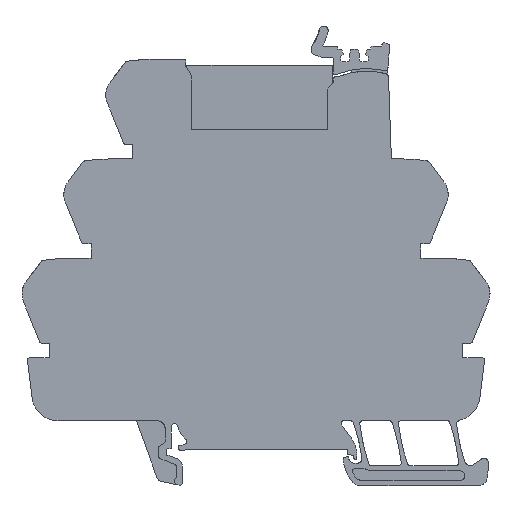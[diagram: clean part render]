
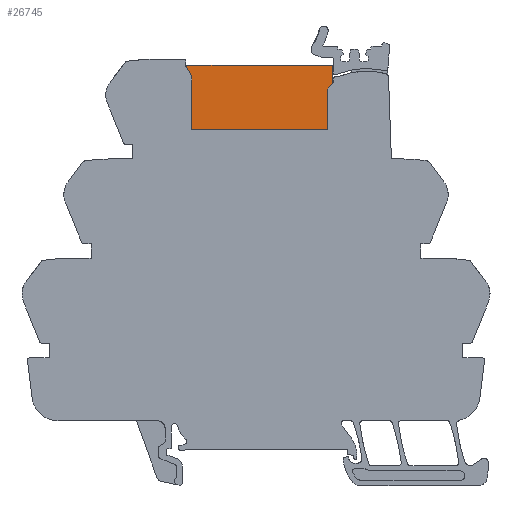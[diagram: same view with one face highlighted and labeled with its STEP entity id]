
A CAD part, left-side view. The second image highlights one B-rep face of the part: STEP entity #26745.
In plain terms, the highlighted planar face has unit normal (-1, 0, 0).
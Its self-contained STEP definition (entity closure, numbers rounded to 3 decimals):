
#26718=AXIS2_PLACEMENT_3D('Plane Axis2P3D',#26715,#26716,#26717) ;
#26672=CARTESIAN_POINT('Line Origine',(0.58,30.079,73.391)) ;
#26676=CARTESIAN_POINT('Vertex',(0.58,30.079,80.383)) ;
#26678=CARTESIAN_POINT('Vertex',(0.58,30.079,66.4)) ;
#26715=CARTESIAN_POINT('Axis2P3D Location',(0.58,-0.474,-1.017)) ;
#26720=CARTESIAN_POINT('Line Origine',(0.58,43.979,80.383)) ;
#26724=CARTESIAN_POINT('Vertex',(0.58,57.879,80.383)) ;
#26727=CARTESIAN_POINT('Line Origine',(0.58,57.879,73.391)) ;
#26731=CARTESIAN_POINT('Vertex',(0.58,57.879,66.4)) ;
#26734=CARTESIAN_POINT('Line Origine',(0.58,43.979,66.4)) ;
#26673=DIRECTION('Vector Direction',(0.,0.,-1.)) ;
#26716=DIRECTION('Axis2P3D Direction',(1.,0.,0.)) ;
#26717=DIRECTION('Axis2P3D XDirection',(0.,1.,0.)) ;
#26721=DIRECTION('Vector Direction',(0.,1.,0.)) ;
#26728=DIRECTION('Vector Direction',(0.,0.,1.)) ;
#26735=DIRECTION('Vector Direction',(0.,-1.,0.)) ;
#26674=VECTOR('Line Direction',#26673,1.) ;
#26722=VECTOR('Line Direction',#26721,1.) ;
#26729=VECTOR('Line Direction',#26728,1.) ;
#26736=VECTOR('Line Direction',#26735,1.) ;
#26740=ORIENTED_EDGE('',*,*,#26726,.F.) ;
#26741=ORIENTED_EDGE('',*,*,#26733,.F.) ;
#26742=ORIENTED_EDGE('',*,*,#26738,.F.) ;
#26743=ORIENTED_EDGE('',*,*,#26680,.F.) ;
#26745=ADVANCED_FACE('RSS-RELAIS',(#26744),#26719,.F.) ;
#26680=EDGE_CURVE('',#26677,#26679,#26675,.T.) ;
#26726=EDGE_CURVE('',#26725,#26677,#26723,.F.) ;
#26733=EDGE_CURVE('',#26732,#26725,#26730,.T.) ;
#26738=EDGE_CURVE('',#26679,#26732,#26737,.F.) ;
#26739=EDGE_LOOP('',(#26740,#26741,#26742,#26743)) ;
#26744=FACE_OUTER_BOUND('',#26739,.T.) ;
#26675=LINE('Line',#26672,#26674) ;
#26723=LINE('Line',#26720,#26722) ;
#26730=LINE('Line',#26727,#26729) ;
#26737=LINE('Line',#26734,#26736) ;
#26719=PLANE('',#26718) ;
#26677=VERTEX_POINT('',#26676) ;
#26679=VERTEX_POINT('',#26678) ;
#26725=VERTEX_POINT('',#26724) ;
#26732=VERTEX_POINT('',#26731) ;
